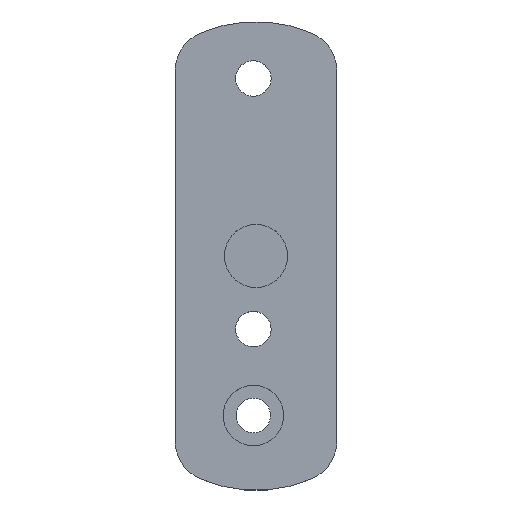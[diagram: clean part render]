
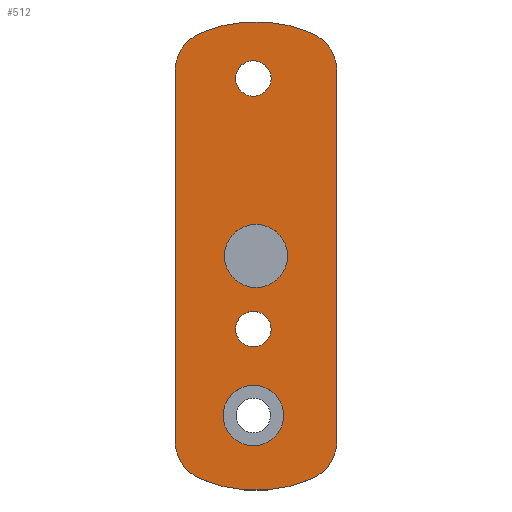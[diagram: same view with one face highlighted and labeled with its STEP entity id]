
A CAD part, top view. The second image highlights one B-rep face of the part: STEP entity #512.
In plain terms, the highlighted planar face has unit normal (0, 0, 1).
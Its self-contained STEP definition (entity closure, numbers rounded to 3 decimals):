
#16=FACE_BOUND('',#110,.T.);
#17=FACE_BOUND('',#111,.T.);
#18=FACE_BOUND('',#112,.T.);
#19=FACE_BOUND('',#113,.T.);
#35=PLANE('',#607);
#79=FACE_OUTER_BOUND('',#109,.T.);
#109=EDGE_LOOP('',(#448,#449,#450,#451,#452,#453,#454,#455));
#110=EDGE_LOOP('',(#456,#457));
#111=EDGE_LOOP('',(#458,#459));
#112=EDGE_LOOP('',(#460));
#113=EDGE_LOOP('',(#461));
#138=LINE('',#900,#163);
#144=LINE('',#924,#169);
#163=VECTOR('',#741,10.);
#169=VECTOR('',#767,10.);
#195=CIRCLE('',#571,2.9);
#196=CIRCLE('',#572,2.9);
#198=CIRCLE('',#576,3.025);
#199=CIRCLE('',#577,3.025);
#202=CIRCLE('',#582,1.7);
#204=CIRCLE('',#585,1.7);
#207=CIRCLE('',#589,4.);
#209=CIRCLE('',#593,4.);
#211=CIRCLE('',#596,13.456);
#213=CIRCLE('',#599,4.);
#215=CIRCLE('',#603,4.);
#217=CIRCLE('',#606,13.456);
#241=VERTEX_POINT('',#855);
#242=VERTEX_POINT('',#856);
#244=VERTEX_POINT('',#865);
#245=VERTEX_POINT('',#866);
#248=VERTEX_POINT('',#876);
#250=VERTEX_POINT('',#882);
#254=VERTEX_POINT('',#891);
#255=VERTEX_POINT('',#893);
#257=VERTEX_POINT('',#899);
#259=VERTEX_POINT('',#905);
#261=VERTEX_POINT('',#911);
#263=VERTEX_POINT('',#917);
#265=VERTEX_POINT('',#923);
#267=VERTEX_POINT('',#929);
#299=EDGE_CURVE('',#241,#242,#195,.T.);
#300=EDGE_CURVE('',#242,#241,#196,.T.);
#304=EDGE_CURVE('',#244,#245,#198,.T.);
#305=EDGE_CURVE('',#245,#244,#199,.T.);
#309=EDGE_CURVE('',#248,#248,#202,.T.);
#312=EDGE_CURVE('',#250,#250,#204,.T.);
#317=EDGE_CURVE('',#255,#254,#207,.T.);
#320=EDGE_CURVE('',#257,#255,#138,.T.);
#323=EDGE_CURVE('',#259,#257,#209,.T.);
#326=EDGE_CURVE('',#261,#259,#211,.T.);
#329=EDGE_CURVE('',#263,#261,#213,.T.);
#332=EDGE_CURVE('',#265,#263,#144,.T.);
#335=EDGE_CURVE('',#267,#265,#215,.T.);
#338=EDGE_CURVE('',#254,#267,#217,.T.);
#448=ORIENTED_EDGE('',*,*,#338,.T.);
#449=ORIENTED_EDGE('',*,*,#335,.T.);
#450=ORIENTED_EDGE('',*,*,#332,.T.);
#451=ORIENTED_EDGE('',*,*,#329,.T.);
#452=ORIENTED_EDGE('',*,*,#326,.T.);
#453=ORIENTED_EDGE('',*,*,#323,.T.);
#454=ORIENTED_EDGE('',*,*,#320,.T.);
#455=ORIENTED_EDGE('',*,*,#317,.T.);
#456=ORIENTED_EDGE('',*,*,#299,.T.);
#457=ORIENTED_EDGE('',*,*,#300,.T.);
#458=ORIENTED_EDGE('',*,*,#304,.T.);
#459=ORIENTED_EDGE('',*,*,#305,.T.);
#460=ORIENTED_EDGE('',*,*,#312,.T.);
#461=ORIENTED_EDGE('',*,*,#309,.T.);
#512=ADVANCED_FACE('',(#79,#16,#17,#18,#19),#35,.T.);
#571=AXIS2_PLACEMENT_3D('',#857,#693,#694);
#572=AXIS2_PLACEMENT_3D('',#858,#695,#696);
#576=AXIS2_PLACEMENT_3D('',#867,#705,#706);
#577=AXIS2_PLACEMENT_3D('',#868,#707,#708);
#582=AXIS2_PLACEMENT_3D('',#877,#718,#719);
#585=AXIS2_PLACEMENT_3D('',#883,#725,#726);
#589=AXIS2_PLACEMENT_3D('',#894,#735,#736);
#593=AXIS2_PLACEMENT_3D('',#906,#747,#748);
#596=AXIS2_PLACEMENT_3D('',#912,#754,#755);
#599=AXIS2_PLACEMENT_3D('',#918,#761,#762);
#603=AXIS2_PLACEMENT_3D('',#930,#773,#774);
#606=AXIS2_PLACEMENT_3D('',#934,#780,#781);
#607=AXIS2_PLACEMENT_3D('',#935,#782,#783);
#693=DIRECTION('center_axis',(0.,0.,-1.));
#694=DIRECTION('ref_axis',(1.,0.,0.));
#695=DIRECTION('center_axis',(0.,0.,-1.));
#696=DIRECTION('ref_axis',(1.,0.,0.));
#705=DIRECTION('center_axis',(0.,0.,-1.));
#706=DIRECTION('ref_axis',(1.,0.,0.));
#707=DIRECTION('center_axis',(0.,0.,-1.));
#708=DIRECTION('ref_axis',(1.,0.,0.));
#718=DIRECTION('center_axis',(0.,0.,-1.));
#719=DIRECTION('ref_axis',(-1.,0.,0.));
#725=DIRECTION('center_axis',(0.,0.,-1.));
#726=DIRECTION('ref_axis',(-1.,0.,0.));
#735=DIRECTION('center_axis',(0.,0.,1.));
#736=DIRECTION('ref_axis',(-1.,0.,0.));
#741=DIRECTION('',(0.,-1.,0.));
#747=DIRECTION('center_axis',(0.,0.,1.));
#748=DIRECTION('ref_axis',(-0.397,0.918,0.));
#754=DIRECTION('center_axis',(0.,0.,1.));
#755=DIRECTION('ref_axis',(0.397,0.918,0.));
#761=DIRECTION('center_axis',(0.,0.,1.));
#762=DIRECTION('ref_axis',(1.,0.,0.));
#767=DIRECTION('',(0.,1.,0.));
#773=DIRECTION('center_axis',(0.,0.,1.));
#774=DIRECTION('ref_axis',(0.397,-0.918,0.));
#780=DIRECTION('center_axis',(0.,0.,1.));
#781=DIRECTION('ref_axis',(-0.397,-0.918,0.));
#782=DIRECTION('center_axis',(0.,0.,1.));
#783=DIRECTION('ref_axis',(1.,0.,0.));
#855=CARTESIAN_POINT('',(10.4,4.722,5.));
#856=CARTESIAN_POINT('',(4.6,4.722,5.));
#857=CARTESIAN_POINT('Origin',(7.5,4.722,5.));
#858=CARTESIAN_POINT('Origin',(7.5,4.722,5.));
#865=CARTESIAN_POINT('',(10.775,20.,5.));
#866=CARTESIAN_POINT('',(4.725,20.,5.));
#867=CARTESIAN_POINT('Origin',(7.75,20.,5.));
#868=CARTESIAN_POINT('Origin',(7.75,20.,5.));
#876=CARTESIAN_POINT('',(9.2,13.,5.));
#877=CARTESIAN_POINT('Origin',(7.5,13.,5.));
#882=CARTESIAN_POINT('',(9.2,37.,5.));
#883=CARTESIAN_POINT('Origin',(7.5,37.,5.));
#891=CARTESIAN_POINT('',(2.414,-1.353,5.));
#893=CARTESIAN_POINT('',(0.,2.319,5.));
#894=CARTESIAN_POINT('Origin',(4.,2.319,5.));
#899=CARTESIAN_POINT('',(0.,37.681,5.));
#900=CARTESIAN_POINT('',(0.,37.681,5.));
#905=CARTESIAN_POINT('',(2.414,41.353,5.));
#906=CARTESIAN_POINT('Origin',(4.,37.681,5.));
#911=CARTESIAN_POINT('',(13.086,41.353,5.));
#912=CARTESIAN_POINT('Origin',(7.75,29.,5.));
#917=CARTESIAN_POINT('',(15.5,37.681,5.));
#918=CARTESIAN_POINT('Origin',(11.5,37.681,5.));
#923=CARTESIAN_POINT('',(15.5,2.319,5.));
#924=CARTESIAN_POINT('',(15.5,2.319,5.));
#929=CARTESIAN_POINT('',(13.086,-1.353,5.));
#930=CARTESIAN_POINT('Origin',(11.5,2.319,5.));
#934=CARTESIAN_POINT('Origin',(7.75,11.,5.));
#935=CARTESIAN_POINT('Origin',(7.75,20.,5.));
